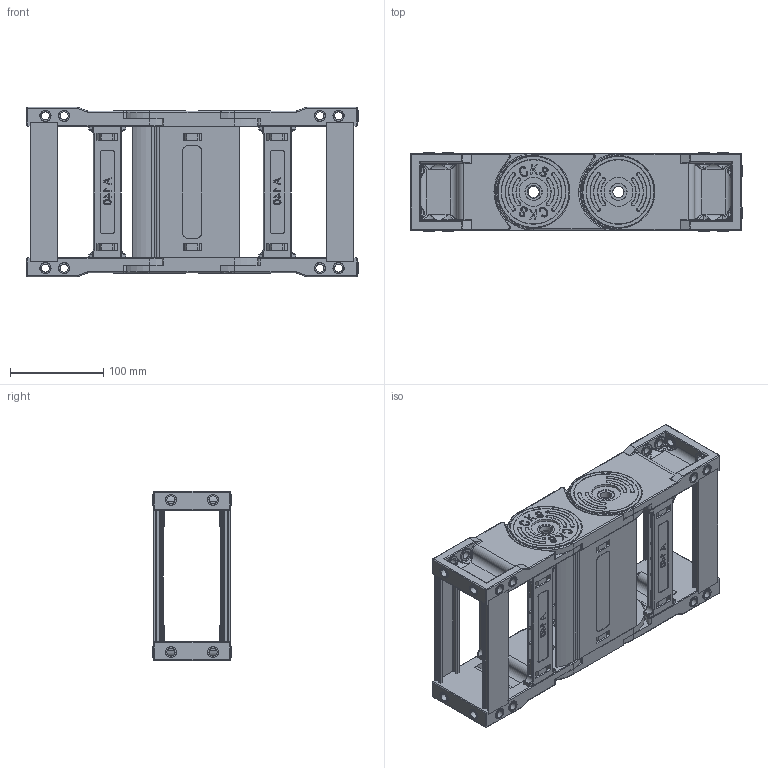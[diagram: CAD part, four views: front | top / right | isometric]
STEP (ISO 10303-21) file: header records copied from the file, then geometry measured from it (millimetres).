
FILE_DESCRIPTION (( 'STEP AP214' ), '1' );
FILE_NAME ('CK60-Y140-AYAK.STEP', '2019-09-18T14:40:49', ( '' ), ( '' ), 'SwSTEP 2.0', 'SolidWorks 2017', '' );
FILE_SCHEMA (( 'AUTOMOTIVE_DESIGN' ));
Length unit declared in the file: millimetre
Products named in the file (1): CK60-Y140-AYAK
Bounding box: 355.59 x 83.63 x 181.2 mm (x, y, z)
Volume: 866898.3 mm3; surface area: 498284.5 mm2
Topology: 40 solids, 40 shells, 3811 faces, 9907 edges, 6284 vertices
Faces by surface type: plane 1670, cylinder 1277, bspline 506, torus 306, sphere 48, cone 4
Entity records: 145993 total; most frequent: CARTESIAN_POINT 54885, ORIENTED_EDGE 19602, DIRECTION 18173, EDGE_CURVE 9801, AXIS2_PLACEMENT_3D 6312, VERTEX_POINT 6282, VECTOR 5549, LINE 5549
